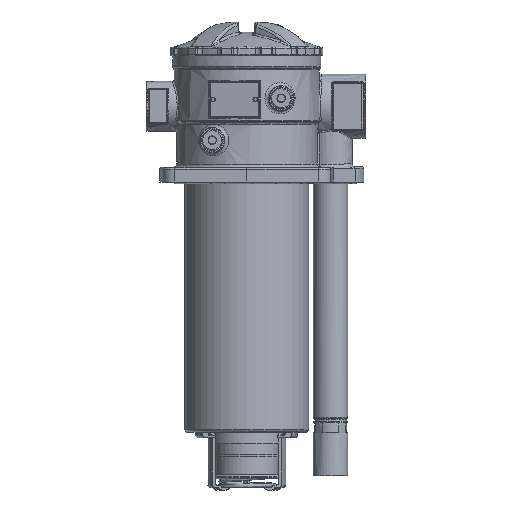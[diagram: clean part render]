
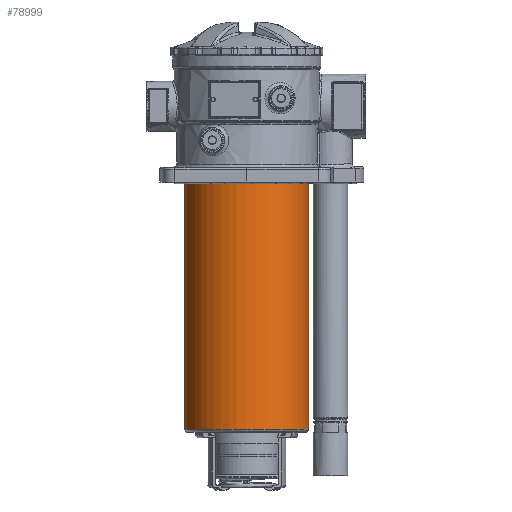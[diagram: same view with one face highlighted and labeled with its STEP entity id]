
A CAD part, left-side view. The second image highlights one B-rep face of the part: STEP entity #78999.
In plain terms, the highlighted free-form (B-spline) face has degree [2, 1] with [7, 2] control points.
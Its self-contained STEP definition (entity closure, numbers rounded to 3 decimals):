
#78927=CARTESIAN_POINT('V167',(0.0,-50.25,
   0.));
#78928=VERTEX_POINT('V167',#78927);
#78929=CARTESIAN_POINT('E264',(0.0,-50.25,0.0));
#78930=CARTESIAN_POINT('E264',(87.036,
   -50.25,0.0));
#78931=CARTESIAN_POINT('E264',(43.518,25.125,
   0.0));
#78932=CARTESIAN_POINT('E264',(0.,100.5,
   0.0));
#78933=CARTESIAN_POINT('E264',(-43.518,
   25.125,0.0));
#78934=CARTESIAN_POINT('E264',(-87.036,
   -50.25,0.0));
#78935=CARTESIAN_POINT('E264',(0.0,-50.25,0.0));
#78943=(BOUNDED_CURVE()B_SPLINE_CURVE(2,(#78929,#78930,#78931,
   #78932,#78933,#78934,#78935),.CIRCULAR_ARC.,.T.,.U.)
   B_SPLINE_CURVE_WITH_KNOTS((3,2,2,3),(0.0,0.333,
   0.667,1.0),.UNSPECIFIED.)CURVE()
   GEOMETRIC_REPRESENTATION_ITEM()RATIONAL_B_SPLINE_CURVE((1.0,
   0.5,1.0,0.5,1.0,0.5,1.0)
   )REPRESENTATION_ITEM('E264'));
#78944=EDGE_CURVE('E264',#78928,#78928,#78943,.T.);
#78949=CARTESIAN_POINT('F121',(0.0,-50.25,
   4.4));
#78950=CARTESIAN_POINT('F121',(-87.036,
   -50.25,4.4));
#78951=CARTESIAN_POINT('F121',(-43.518,
   25.125,4.4));
#78952=CARTESIAN_POINT('F121',(0.,100.5,
   4.4));
#78953=CARTESIAN_POINT('F121',(43.518,25.125,
   4.4));
#78954=CARTESIAN_POINT('F121',(87.036,
   -50.25,4.4));
#78955=CARTESIAN_POINT('F121',(0.0,-50.25,
   4.4));
#78956=CARTESIAN_POINT('F121',(0.0,-50.25,
   -203.1));
#78957=CARTESIAN_POINT('F121',(-87.036,
   -50.25,-203.1));
#78958=CARTESIAN_POINT('F121',(-43.518,
   25.125,-203.1));
#78959=CARTESIAN_POINT('F121',(0.,100.5,
   -203.1));
#78960=CARTESIAN_POINT('F121',(43.518,25.125,
   -203.1));
#78961=CARTESIAN_POINT('F121',(87.036,
   -50.25,-203.1));
#78962=CARTESIAN_POINT('F121',(0.0,-50.25,
   -203.1));
#78970=(BOUNDED_SURFACE()B_SPLINE_SURFACE(2,1,((#78949,#78956),(
   #78950,#78957),(#78951,#78958),(#78952,#78959),(#78953,
   #78960),(#78954,#78961),(#78955,#78962)),.CYLINDRICAL_SURF.,
   .T.,.F.,.U.)B_SPLINE_SURFACE_WITH_KNOTS((3,2,2,3),(2,2),(0.0,
   0.839,1.678,2.517),(0.0,1.0),
   .UNSPECIFIED.)GEOMETRIC_REPRESENTATION_ITEM()
   RATIONAL_B_SPLINE_SURFACE(((1.0,1.0),(0.5,
   0.5),(1.0,1.0),(0.5,
   0.5),(1.0,1.0),(0.5,
   0.5),(1.0,1.0)))REPRESENTATION_ITEM('F121')
   SURFACE());
#78971=ORIENTED_EDGE('F122',*,*,#78944,.F.);
#78972=CARTESIAN_POINT('V168',(0.0,-50.25,
   -200.6));
#78973=VERTEX_POINT('V168',#78972);
#78974=CARTESIAN_POINT('E265',(0.0,-50.25,
   -200.6));
#78975=CARTESIAN_POINT('E265',(0.0,-50.25,0.)
   );
#78976=B_SPLINE_CURVE_WITH_KNOTS('E265',1,(#78974,#78975),
   .POLYLINE_FORM.,.F.,.U.,(2,2),(0.012,
   0.979),.UNSPECIFIED.);
#78977=EDGE_CURVE('E265',#78973,#78928,#78976,.T.);
#78978=ORIENTED_EDGE('E265',*,*,#78977,.F.);
#78979=CARTESIAN_POINT('E266',(0.,-50.25,
   -200.6));
#78980=CARTESIAN_POINT('E266',(87.036,
   -50.25,-200.6));
#78981=CARTESIAN_POINT('E266',(43.518,25.125,
   -200.6));
#78982=CARTESIAN_POINT('E266',(0.,100.5,
   -200.6));
#78983=CARTESIAN_POINT('E266',(-43.518,
   25.125,-200.6));
#78984=CARTESIAN_POINT('E266',(-87.036,
   -50.25,-200.6));
#78985=CARTESIAN_POINT('E266',(0.,-50.25,
   -200.6));
#78993=(BOUNDED_CURVE()B_SPLINE_CURVE(2,(#78979,#78980,#78981,
   #78982,#78983,#78984,#78985),.CIRCULAR_ARC.,.T.,.U.)
   B_SPLINE_CURVE_WITH_KNOTS((3,2,2,3),(2.0,27.467,
   52.933,78.4),.UNSPECIFIED.)CURVE()
   GEOMETRIC_REPRESENTATION_ITEM()RATIONAL_B_SPLINE_CURVE((1.0,
   0.5,1.0,0.5,1.0,0.5,1.0)
   )REPRESENTATION_ITEM('E266'));
#78994=EDGE_CURVE('E266',#78973,#78973,#78993,.T.);
#78995=ORIENTED_EDGE('E266',*,*,#78994,.T.);
#78996=ORIENTED_EDGE('E265',*,*,#78977,.T.);
#78997=EDGE_LOOP('F121',(#78971,#78978,#78995,#78996));
#78998=FACE_OUTER_BOUND('F121',#78997,.T.);
#78999=ADVANCED_FACE('F121',(#78998),#78970,.T.);
